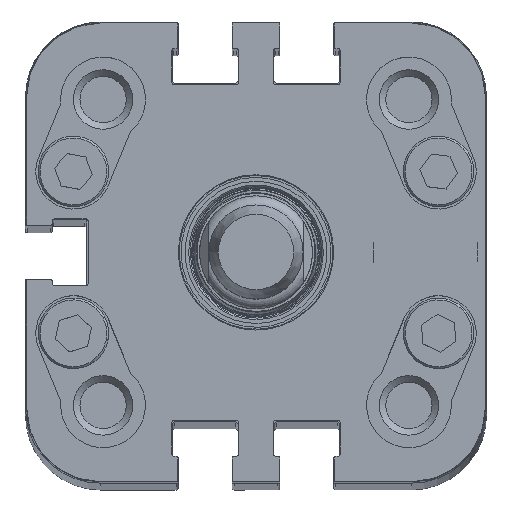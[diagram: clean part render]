
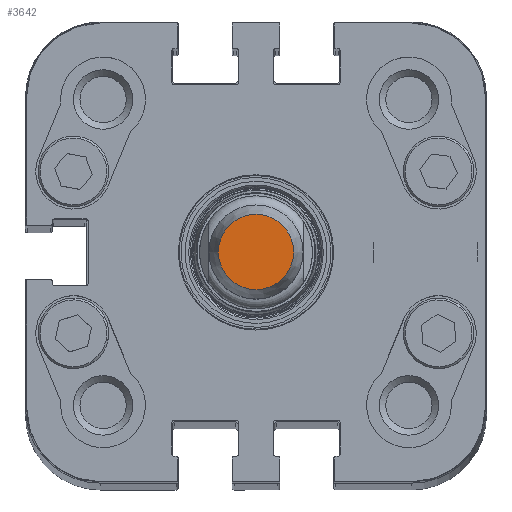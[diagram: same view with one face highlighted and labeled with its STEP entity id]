
A CAD part, top view. The second image highlights one B-rep face of the part: STEP entity #3642.
In plain terms, the highlighted planar face has unit normal (0, 0, 1).
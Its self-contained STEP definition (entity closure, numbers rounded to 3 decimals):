
#3626=CARTESIAN_POINT('',(-2.0,0.0,221.5));
#3627=DIRECTION('',(0.0,0.0,1.0));
#3628=DIRECTION('',(1.0,0.0,0.0));
#3629=AXIS2_PLACEMENT_3D('',#3626,#3627,#3628);
#3630=PLANE('',#3629);
#3631=CARTESIAN_POINT('',(-4.0,0.0,221.5));
#3632=VERTEX_POINT('',#3631);
#3633=CARTESIAN_POINT('',(0.0,0.0,221.5));
#3634=DIRECTION('',(0.0,0.0,-1.0));
#3635=DIRECTION('',(-1.0,0.0,0.0));
#3636=AXIS2_PLACEMENT_3D('',#3633,#3634,#3635);
#3637=CIRCLE('',#3636,4.0);
#3638=EDGE_CURVE('',#3632,#3632,#3637,.T.);
#3639=ORIENTED_EDGE('',*,*,#3638,.F.);
#3640=EDGE_LOOP('',(#3639));
#3641=FACE_OUTER_BOUND('',#3640,.T.);
#3642=ADVANCED_FACE('',(#3641),#3630,.T.);
